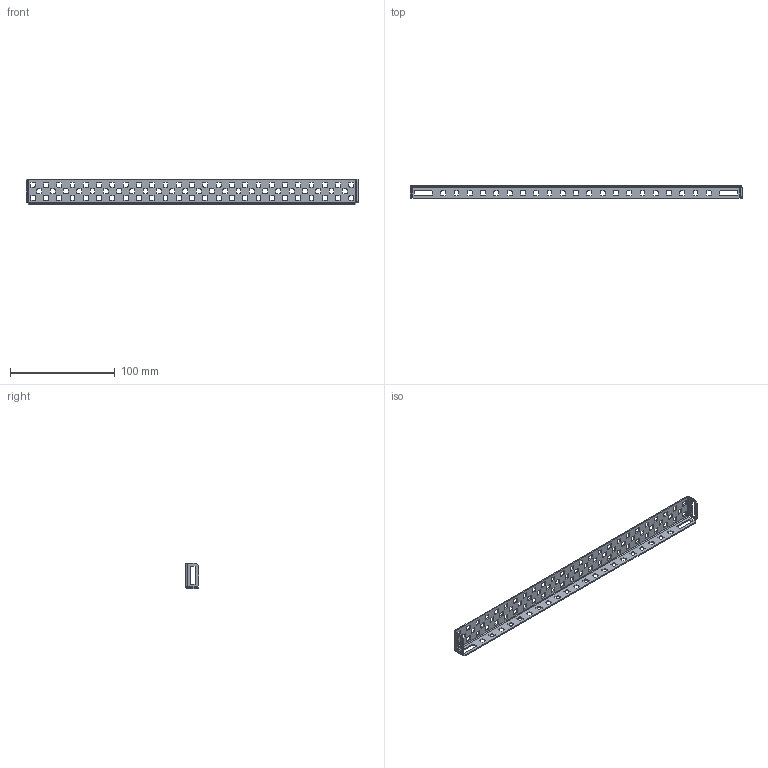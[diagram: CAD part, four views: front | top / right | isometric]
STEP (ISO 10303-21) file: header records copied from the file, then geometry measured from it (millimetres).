
FILE_DESCRIPTION(/* description */ (''),/* implementation_level */ '2;1');
FILE_NAME(/* name */ 'Aluminum Chassis Rail 2x1x25.ipt.step',/* time_stamp */ '2020-04-16T23:02:36-04:00',/* author */ ('Jordan'),/* organization */ (''),/* preprocessor_version */ 'ST-DEVELOPER v17',/* originating_system */ 'Autodesk Inventor 2019',/* authorisation */ '');
FILE_SCHEMA (('CONFIG_CONTROL_DESIGN','AUTOMOTIVE_DESIGN { 1 0 10303 214 3 1 1 }'));
Length unit declared in the file: inch
Products named in the file (1): Aluminum Chassis Rail 2x1x25
Bounding box: 317.5 x 12.7 x 24.13 mm (x, y, z)
Volume: 10782.3 mm3; surface area: 21481.6 mm2
Topology: 1 solids, 1 shells, 828 faces, 3398 edges, 3410 vertices
Faces by surface type: plane 426, cylinder 402
Entity records: 34189 total; most frequent: CARTESIAN_POINT 7089, DIRECTION 5920, ORIENTED_EDGE 4908, EDGE_CURVE 2454, AXIS2_PLACEMENT_3D 2135, LINE 1650, VECTOR 1650, VERTEX_POINT 1628
